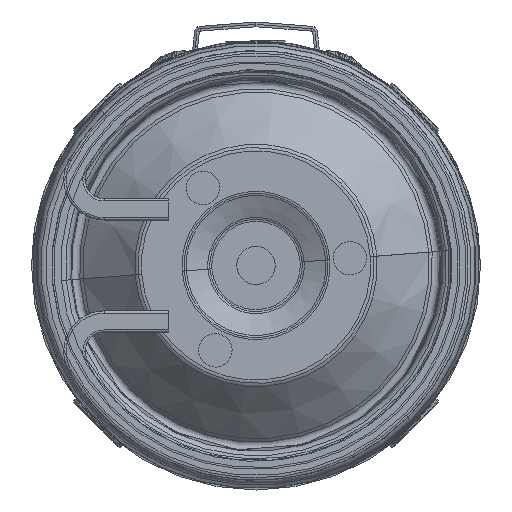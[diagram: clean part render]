
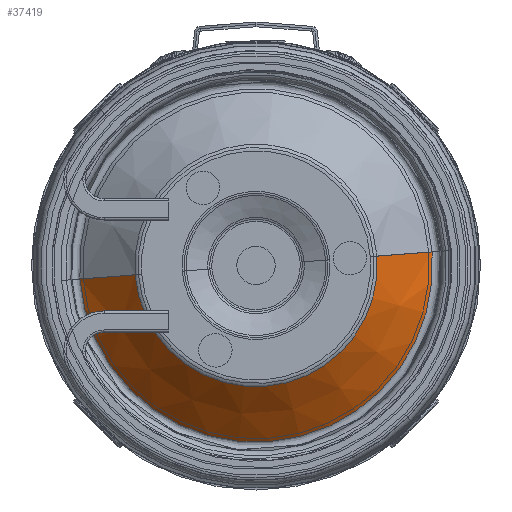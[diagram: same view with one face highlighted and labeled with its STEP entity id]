
A CAD part, front view. The second image highlights one B-rep face of the part: STEP entity #37419.
In plain terms, the highlighted conical face has half-angle 46.546 degrees and reference radius 25.375 mm.
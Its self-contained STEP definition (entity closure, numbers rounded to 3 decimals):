
#119 = CIRCLE ( 'NONE', #2121, 36.962 ) ;
#1762 = ORIENTED_EDGE ( 'NONE', *, *, #18504, .F. ) ;
#2121 = AXIS2_PLACEMENT_3D ( 'NONE', #9856, #23010, #26154 ) ;
#2379 = DIRECTION ( 'NONE',  ( 0., 1., 0. ) ) ;
#3023 = DIRECTION ( 'NONE',  ( 0., 0.688, -0.726 ) ) ;
#3066 = VECTOR ( 'NONE', #33171, 1000. ) ;
#3101 = EDGE_CURVE ( 'NONE', #30414, #25427, #7640, .T. ) ;
#4463 = ORIENTED_EDGE ( 'NONE', *, *, #30318, .T. ) ;
#6932 = DIRECTION ( 'NONE',  ( 0., 0., 1. ) ) ;
#7415 = CARTESIAN_POINT ( 'NONE',  ( 0., 0.548, 25.376 ) ) ;
#7640 = LINE ( 'NONE', #25199, #38584 ) ;
#9326 = EDGE_CURVE ( 'NONE', #11055, #19217, #20398, .T. ) ;
#9856 = CARTESIAN_POINT ( 'NONE',  ( 0., 11.526, 0. ) ) ;
#10670 = DIRECTION ( 'NONE',  ( 0., 1., 0. ) ) ;
#10885 = CARTESIAN_POINT ( 'NONE',  ( 0., 0.548, -25.376 ) ) ;
#11055 = VERTEX_POINT ( 'NONE', #33538 ) ;
#12018 = AXIS2_PLACEMENT_3D ( 'NONE', #23430, #10670, #6932 ) ;
#15124 = DIRECTION ( 'NONE',  ( 0., 0., 1. ) ) ;
#18231 = EDGE_LOOP ( 'NONE', ( #40695, #4463, #32699, #1762 ) ) ;
#18504 = EDGE_CURVE ( 'NONE', #25427, #19217, #119, .T. ) ;
#19217 = VERTEX_POINT ( 'NONE', #20861 ) ;
#20398 = LINE ( 'NONE', #7415, #3066 ) ;
#20861 = CARTESIAN_POINT ( 'NONE',  ( 0., 11.526, 36.962 ) ) ;
#23010 = DIRECTION ( 'NONE',  ( 0., 1., 0. ) ) ;
#23430 = CARTESIAN_POINT ( 'NONE',  ( 0., 0.548, 0. ) ) ;
#24097 = CARTESIAN_POINT ( 'NONE',  ( 0., 11.526, -36.962 ) ) ;
#24385 = AXIS2_PLACEMENT_3D ( 'NONE', #24744, #2379, #15124 ) ;
#24744 = CARTESIAN_POINT ( 'NONE',  ( 0., 0.548, 0. ) ) ;
#25199 = CARTESIAN_POINT ( 'NONE',  ( 0., 0.548, -25.376 ) ) ;
#25427 = VERTEX_POINT ( 'NONE', #24097 ) ;
#26154 = DIRECTION ( 'NONE',  ( 0., 0., 1. ) ) ;
#26717 = CIRCLE ( 'NONE', #12018, 25.376 ) ;
#28434 = CONICAL_SURFACE ( 'NONE', #24385, 25.376, 0.812 ) ;
#30318 = EDGE_CURVE ( 'NONE', #30414, #11055, #26717, .T. ) ;
#30414 = VERTEX_POINT ( 'NONE', #10885 ) ;
#32699 = ORIENTED_EDGE ( 'NONE', *, *, #9326, .T. ) ;
#33171 = DIRECTION ( 'NONE',  ( 0., 0.688, 0.726 ) ) ;
#33538 = CARTESIAN_POINT ( 'NONE',  ( 0., 0.548, 25.376 ) ) ;
#37419 = ADVANCED_FACE ( 'NONE', ( #37753 ), #28434, .T. ) ;
#37753 = FACE_OUTER_BOUND ( 'NONE', #18231, .T. ) ;
#38584 = VECTOR ( 'NONE', #3023, 1000. ) ;
#40695 = ORIENTED_EDGE ( 'NONE', *, *, #3101, .F. ) ;
